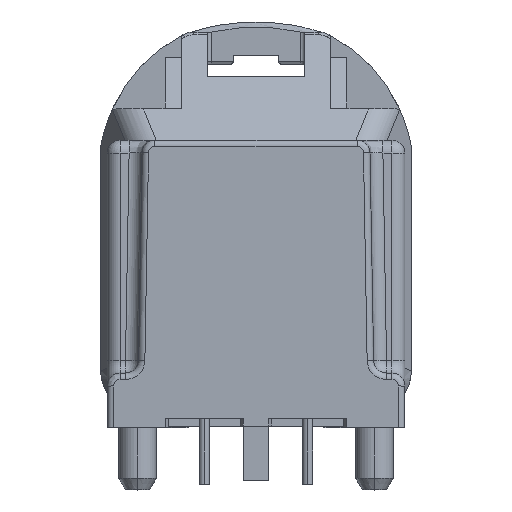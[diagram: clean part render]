
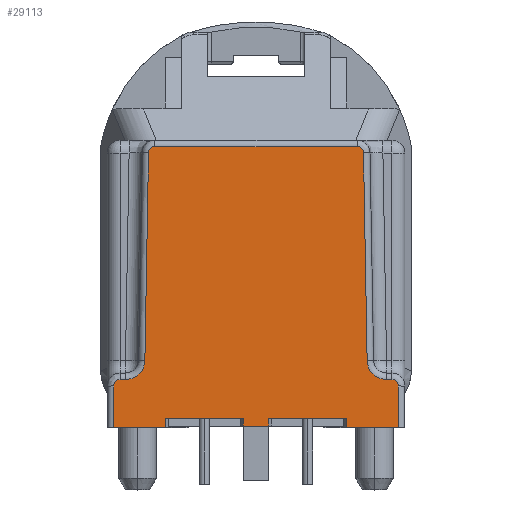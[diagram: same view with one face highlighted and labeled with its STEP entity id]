
A CAD part, top view. The second image highlights one B-rep face of the part: STEP entity #29113.
In plain terms, the highlighted planar face has unit normal (0, 0, 1).
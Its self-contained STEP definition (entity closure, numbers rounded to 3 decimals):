
#8950=DIRECTION('',(0.,1.,0.));
#8951=VECTOR('',#8950,0.35);
#8952=CARTESIAN_POINT('',(3.515,-6.7,13.55));
#8953=LINE('',#8952,#8951);
#8954=DIRECTION('',(1.,0.,0.));
#8955=VECTOR('',#8954,3.031);
#8956=CARTESIAN_POINT('',(0.485,-6.35,13.55));
#8957=LINE('',#8956,#8955);
#8958=DIRECTION('',(0.,-1.,0.));
#8959=VECTOR('',#8958,0.3);
#8960=CARTESIAN_POINT('',(0.485,-6.35,13.55));
#8961=LINE('',#8960,#8959);
#8962=DIRECTION('',(0.,1.,0.));
#8963=VECTOR('',#8962,0.3);
#8964=CARTESIAN_POINT('',(-0.485,-6.65,13.55));
#8965=LINE('',#8964,#8963);
#8966=DIRECTION('',(1.,0.,0.));
#8967=VECTOR('',#8966,3.031);
#8968=CARTESIAN_POINT('',(-3.515,-6.35,13.55));
#8969=LINE('',#8968,#8967);
#8970=DIRECTION('',(0.,-1.,0.));
#8971=VECTOR('',#8970,0.35);
#8972=CARTESIAN_POINT('',(-3.515,-6.35,13.55));
#8973=LINE('',#8972,#8971);
#8974=DIRECTION('',(0.,1.,0.));
#8975=VECTOR('',#8974,1.6);
#8976=CARTESIAN_POINT('',(-5.5,-6.7,13.55));
#8977=LINE('',#8976,#8975);
#8978=CARTESIAN_POINT('',(-5.25,-5.1,13.55));
#8979=DIRECTION('',(0.,0.,-1.));
#8980=DIRECTION('',(-1.,0.,0.));
#8981=AXIS2_PLACEMENT_3D('',#8978,#8979,#8980);
#8983=DIRECTION('',(1.,0.,0.));
#8984=VECTOR('',#8983,0.207);
#8985=CARTESIAN_POINT('',(-5.25,-4.85,13.55));
#8986=LINE('',#8985,#8984);
#8987=CARTESIAN_POINT('',(-5.043,-4.1,13.55));
#8988=DIRECTION('',(0.,0.,1.));
#8989=DIRECTION('',(0.,-1.,0.));
#8990=AXIS2_PLACEMENT_3D('',#8987,#8988,#8989);
#8992=DIRECTION('',(0.017,1.,0.));
#8993=VECTOR('',#8992,8.019);
#8994=CARTESIAN_POINT('',(-4.294,-4.113,13.55));
#8995=LINE('',#8994,#8993);
#8996=CARTESIAN_POINT('',(-3.904,3.9,13.55));
#8997=DIRECTION('',(0.,0.,-1.));
#8998=DIRECTION('',(-1.,0.017,0.));
#8999=AXIS2_PLACEMENT_3D('',#8996,#8997,#8998);
#9001=DIRECTION('',(1.,0.,0.));
#9002=VECTOR('',#9001,7.807);
#9003=CARTESIAN_POINT('',(-3.904,4.15,13.55));
#9004=LINE('',#9003,#9002);
#9005=CARTESIAN_POINT('',(3.904,3.9,13.55));
#9006=DIRECTION('',(0.,0.,-1.));
#9007=DIRECTION('',(0.,1.,0.));
#9008=AXIS2_PLACEMENT_3D('',#9005,#9006,#9007);
#9010=DIRECTION('',(0.017,-1.,0.));
#9011=VECTOR('',#9010,8.019);
#9012=CARTESIAN_POINT('',(4.154,3.904,13.55));
#9013=LINE('',#9012,#9011);
#9014=CARTESIAN_POINT('',(5.043,-4.1,13.55));
#9015=DIRECTION('',(0.,0.,1.));
#9016=DIRECTION('',(-1.,-0.017,0.));
#9017=AXIS2_PLACEMENT_3D('',#9014,#9015,#9016);
#9019=DIRECTION('',(1.,0.,0.));
#9020=VECTOR('',#9019,0.207);
#9021=CARTESIAN_POINT('',(5.043,-4.85,13.55));
#9022=LINE('',#9021,#9020);
#9023=CARTESIAN_POINT('',(5.25,-5.1,13.55));
#9024=DIRECTION('',(0.,0.,-1.));
#9025=DIRECTION('',(0.,1.,0.));
#9026=AXIS2_PLACEMENT_3D('',#9023,#9024,#9025);
#9028=DIRECTION('',(0.,-1.,0.));
#9029=VECTOR('',#9028,1.6);
#9030=CARTESIAN_POINT('',(5.5,-5.1,13.55));
#9031=LINE('',#9030,#9029);
#9217=DIRECTION('',(-1.,0.,0.));
#9218=VECTOR('',#9217,1.985);
#9219=CARTESIAN_POINT('',(-3.515,-6.7,13.55));
#9220=LINE('',#9219,#9218);
#9674=DIRECTION('',(1.,0.,0.));
#9675=VECTOR('',#9674,0.969);
#9676=CARTESIAN_POINT('',(-0.485,-6.65,13.55));
#9677=LINE('',#9676,#9675);
#9755=DIRECTION('',(-1.,0.,0.));
#9756=VECTOR('',#9755,1.985);
#9757=CARTESIAN_POINT('',(5.5,-6.7,13.55));
#9758=LINE('',#9757,#9756);
#14524=CARTESIAN_POINT('',(5.5,-5.1,13.55));
#14525=CARTESIAN_POINT('',(5.5,-6.7,13.55));
#14526=VERTEX_POINT('',#14524);
#14527=VERTEX_POINT('',#14525);
#14534=CARTESIAN_POINT('',(5.25,-4.85,13.55));
#14535=VERTEX_POINT('',#14534);
#14538=CARTESIAN_POINT('',(5.043,-4.85,13.55));
#14539=VERTEX_POINT('',#14538);
#14544=CARTESIAN_POINT('',(-3.904,4.15,13.55));
#14545=CARTESIAN_POINT('',(3.904,4.15,13.55));
#14546=VERTEX_POINT('',#14544);
#14547=VERTEX_POINT('',#14545);
#14552=CARTESIAN_POINT('',(-5.25,-4.85,13.55));
#14553=CARTESIAN_POINT('',(-5.043,-4.85,13.55));
#14554=VERTEX_POINT('',#14552);
#14555=VERTEX_POINT('',#14553);
#14558=CARTESIAN_POINT('',(-5.5,-5.1,13.55));
#14559=VERTEX_POINT('',#14558);
#14562=CARTESIAN_POINT('',(-5.5,-6.7,13.55));
#14563=VERTEX_POINT('',#14562);
#14640=CARTESIAN_POINT('',(4.294,-4.113,13.55));
#14641=VERTEX_POINT('',#14640);
#14644=CARTESIAN_POINT('',(4.154,3.904,13.55));
#14645=VERTEX_POINT('',#14644);
#14648=CARTESIAN_POINT('',(-4.154,3.904,13.55));
#14649=VERTEX_POINT('',#14648);
#14652=CARTESIAN_POINT('',(-4.294,-4.113,13.55));
#14653=VERTEX_POINT('',#14652);
#14698=CARTESIAN_POINT('',(-0.485,-6.65,13.55));
#14699=CARTESIAN_POINT('',(0.485,-6.65,13.55));
#14700=VERTEX_POINT('',#14698);
#14701=VERTEX_POINT('',#14699);
#14702=CARTESIAN_POINT('',(-3.515,-6.7,13.55));
#14703=VERTEX_POINT('',#14702);
#14708=CARTESIAN_POINT('',(3.515,-6.7,13.55));
#14709=VERTEX_POINT('',#14708);
#14805=CARTESIAN_POINT('',(-3.515,-6.35,13.55));
#14807=VERTEX_POINT('',#14805);
#14809=CARTESIAN_POINT('',(3.515,-6.35,13.55));
#14811=VERTEX_POINT('',#14809);
#14832=CARTESIAN_POINT('',(-0.485,-6.35,13.55));
#14833=VERTEX_POINT('',#14832);
#14834=CARTESIAN_POINT('',(0.485,-6.35,13.55));
#14835=VERTEX_POINT('',#14834);
#29064=CARTESIAN_POINT('',(-5.75,4.4,13.55));
#29065=DIRECTION('',(0.,0.,1.));
#29066=DIRECTION('',(0.,-1.,0.));
#29067=AXIS2_PLACEMENT_3D('',#29064,#29065,#29066);
#29068=PLANE('',#29067);
#29070=ORIENTED_EDGE('',*,*,#29069,.T.);
#29072=ORIENTED_EDGE('',*,*,#29071,.F.);
#29074=ORIENTED_EDGE('',*,*,#29073,.T.);
#29076=ORIENTED_EDGE('',*,*,#29075,.F.);
#29078=ORIENTED_EDGE('',*,*,#29077,.T.);
#29080=ORIENTED_EDGE('',*,*,#29079,.F.);
#29082=ORIENTED_EDGE('',*,*,#29081,.T.);
#29084=ORIENTED_EDGE('',*,*,#29083,.T.);
#29086=ORIENTED_EDGE('',*,*,#29085,.T.);
#29088=ORIENTED_EDGE('',*,*,#29087,.T.);
#29090=ORIENTED_EDGE('',*,*,#29089,.T.);
#29092=ORIENTED_EDGE('',*,*,#29091,.T.);
#29094=ORIENTED_EDGE('',*,*,#29093,.T.);
#29096=ORIENTED_EDGE('',*,*,#29095,.T.);
#29098=ORIENTED_EDGE('',*,*,#29097,.T.);
#29100=ORIENTED_EDGE('',*,*,#29099,.T.);
#29102=ORIENTED_EDGE('',*,*,#29101,.T.);
#29104=ORIENTED_EDGE('',*,*,#29103,.T.);
#29106=ORIENTED_EDGE('',*,*,#29105,.T.);
#29107=ORIENTED_EDGE('',*,*,#29029,.T.);
#29108=ORIENTED_EDGE('',*,*,#29048,.T.);
#29110=ORIENTED_EDGE('',*,*,#29109,.T.);
#29111=EDGE_LOOP('',(#29070,#29072,#29074,#29076,#29078,#29080,#29082,#29084,
#29086,#29088,#29090,#29092,#29094,#29096,#29098,#29100,#29102,#29104,#29106,
#29107,#29108,#29110));
#29112=FACE_OUTER_BOUND('',#29111,.F.);
#8982=CIRCLE('',#8981,0.25);
#8991=CIRCLE('',#8990,0.75);
#9000=CIRCLE('',#8999,0.25);
#9009=CIRCLE('',#9008,0.25);
#9018=CIRCLE('',#9017,0.75);
#9027=CIRCLE('',#9026,0.25);
#29029=EDGE_CURVE('',#14535,#14526,#9027,.T.);
#29048=EDGE_CURVE('',#14526,#14527,#9031,.T.);
#29069=EDGE_CURVE('',#14709,#14811,#8953,.T.);
#29071=EDGE_CURVE('',#14835,#14811,#8957,.T.);
#29073=EDGE_CURVE('',#14835,#14701,#8961,.T.);
#29075=EDGE_CURVE('',#14700,#14701,#9677,.T.);
#29077=EDGE_CURVE('',#14700,#14833,#8965,.T.);
#29079=EDGE_CURVE('',#14807,#14833,#8969,.T.);
#29081=EDGE_CURVE('',#14807,#14703,#8973,.T.);
#29083=EDGE_CURVE('',#14703,#14563,#9220,.T.);
#29085=EDGE_CURVE('',#14563,#14559,#8977,.T.);
#29087=EDGE_CURVE('',#14559,#14554,#8982,.T.);
#29089=EDGE_CURVE('',#14554,#14555,#8986,.T.);
#29091=EDGE_CURVE('',#14555,#14653,#8991,.T.);
#29093=EDGE_CURVE('',#14653,#14649,#8995,.T.);
#29095=EDGE_CURVE('',#14649,#14546,#9000,.T.);
#29097=EDGE_CURVE('',#14546,#14547,#9004,.T.);
#29099=EDGE_CURVE('',#14547,#14645,#9009,.T.);
#29101=EDGE_CURVE('',#14645,#14641,#9013,.T.);
#29103=EDGE_CURVE('',#14641,#14539,#9018,.T.);
#29105=EDGE_CURVE('',#14539,#14535,#9022,.T.);
#29109=EDGE_CURVE('',#14527,#14709,#9758,.T.);
#29113=ADVANCED_FACE('',(#29112),#29068,.T.);
